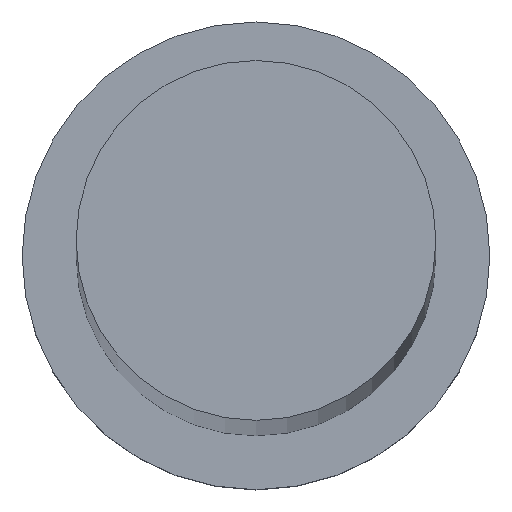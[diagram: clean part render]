
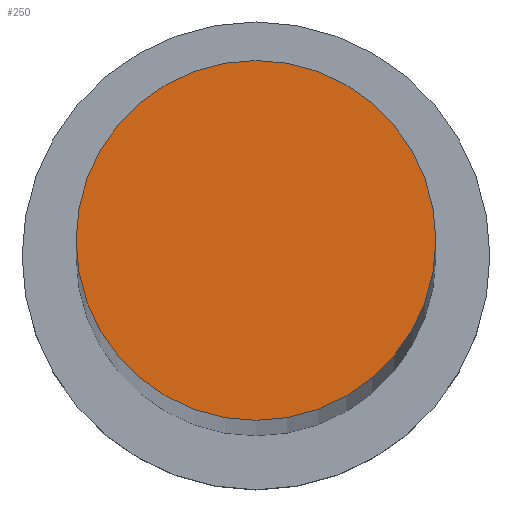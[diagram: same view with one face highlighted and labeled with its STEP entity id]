
A CAD part, top view. The second image highlights one B-rep face of the part: STEP entity #250.
In plain terms, the highlighted planar face has unit normal (0, 0, 1).
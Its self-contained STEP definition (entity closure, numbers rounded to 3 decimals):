
#3 = CARTESIAN_POINT ( 'NONE',  ( 0., 0., 500. ) ) ;
#12 = DIRECTION ( 'NONE',  ( 0., 0., 1. ) ) ;
#14 = VERTEX_POINT ( 'NONE', #84 ) ;
#40 = ORIENTED_EDGE ( 'NONE', *, *, #164, .T. ) ;
#43 = CIRCLE ( 'NONE', #158, 10. ) ;
#47 = CARTESIAN_POINT ( 'NONE',  ( 0., 0., 500. ) ) ;
#63 = DIRECTION ( 'NONE',  ( 0., 0., 1. ) ) ;
#70 = DIRECTION ( 'NONE',  ( 0., 0., 1. ) ) ;
#75 = AXIS2_PLACEMENT_3D ( 'NONE', #3, #63, #78 ) ;
#78 = DIRECTION ( 'NONE',  ( 1., 0., 0. ) ) ;
#81 = ORIENTED_EDGE ( 'NONE', *, *, #207, .T. ) ;
#84 = CARTESIAN_POINT ( 'NONE',  ( -10., 0., 500. ) ) ;
#93 = DIRECTION ( 'NONE',  ( 1., 0., 0. ) ) ;
#104 = AXIS2_PLACEMENT_3D ( 'NONE', #231, #70, #228 ) ;
#142 = FACE_OUTER_BOUND ( 'NONE', #157, .T. ) ;
#154 = CARTESIAN_POINT ( 'NONE',  ( 10., 0., 500. ) ) ;
#157 = EDGE_LOOP ( 'NONE', ( #40, #81 ) ) ;
#158 = AXIS2_PLACEMENT_3D ( 'NONE', #47, #12, #93 ) ;
#162 = VERTEX_POINT ( 'NONE', #154 ) ;
#164 = EDGE_CURVE ( 'NONE', #14, #162, #43, .T. ) ;
#207 = EDGE_CURVE ( 'NONE', #162, #14, #221, .T. ) ;
#212 = PLANE ( 'NONE',  #75 ) ;
#221 = CIRCLE ( 'NONE', #104, 10. ) ;
#228 = DIRECTION ( 'NONE',  ( 1., 0., 0. ) ) ;
#231 = CARTESIAN_POINT ( 'NONE',  ( 0., 0., 500. ) ) ;
#250 = ADVANCED_FACE ( 'NONE', ( #142 ), #212, .T. ) ;
